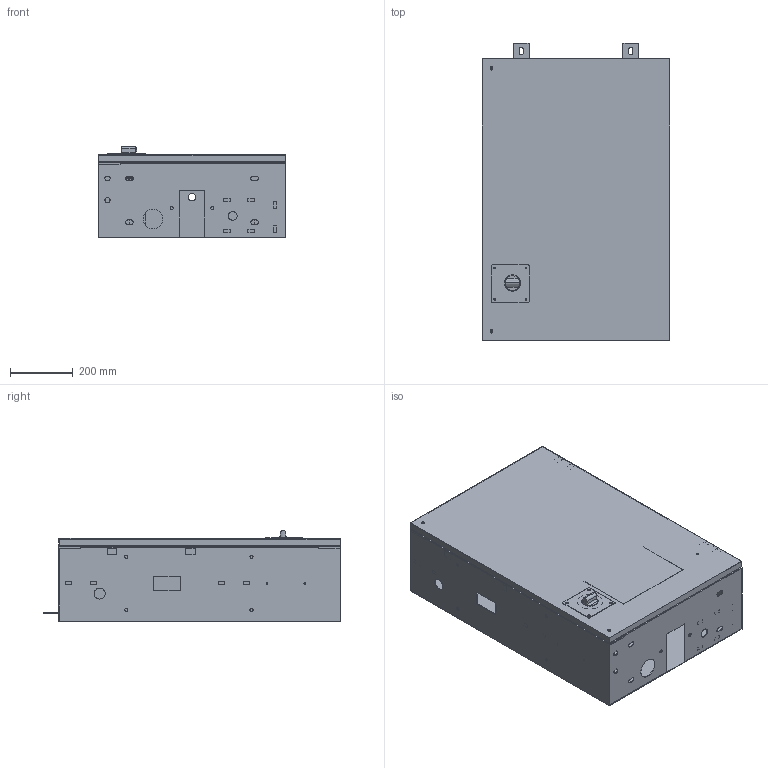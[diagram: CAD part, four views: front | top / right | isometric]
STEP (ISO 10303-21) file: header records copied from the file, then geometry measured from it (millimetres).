
FILE_DESCRIPTION (( 'STEP AP203' ), '1' );
FILE_NAME ('01A0534515P-¹q±±½c.STEP', '2023-10-02T08:09:09', ( '' ), ( '' ), 'SwSTEP 2.0', 'SolidWorks 2018', '' );
FILE_SCHEMA (( 'CONFIG_CONTROL_DESIGN' ));
Length unit declared in the file: millimetre
Products named in the file (1): 01A0534515P-電控箱
Bounding box: 600 x 950 x 292.4 mm (x, y, z)
Volume: 5147201.3 mm3; surface area: 4375370.7 mm2
Topology: 28 solids, 28 shells, 1467 faces, 4027 edges, 2642 vertices
Faces by surface type: plane 1103, cylinder 364
Full cylindrical faces by diameter (mm): 3 x2, 3.3 x4, 4.2 x4, 5 x8, 5.3 x2, 5.8 x2, 6.5 x2, 7 x17, 7.45 x6, 7.46 x6, 8 x4, 10 x10, 14 x2, 18.149 x1, 23 x2, 25 x1, 28 x1, 35 x1, 47.197 x1, 53 x1, 63 x1, 80 x1
Entity records: 46478 total; most frequent: CARTESIAN_POINT 8625, ORIENTED_EDGE 7854, DIRECTION 7608, EDGE_CURVE 3927, LINE 3146, VECTOR 3146, VERTEX_POINT 2621, AXIS2_PLACEMENT_3D 2231
